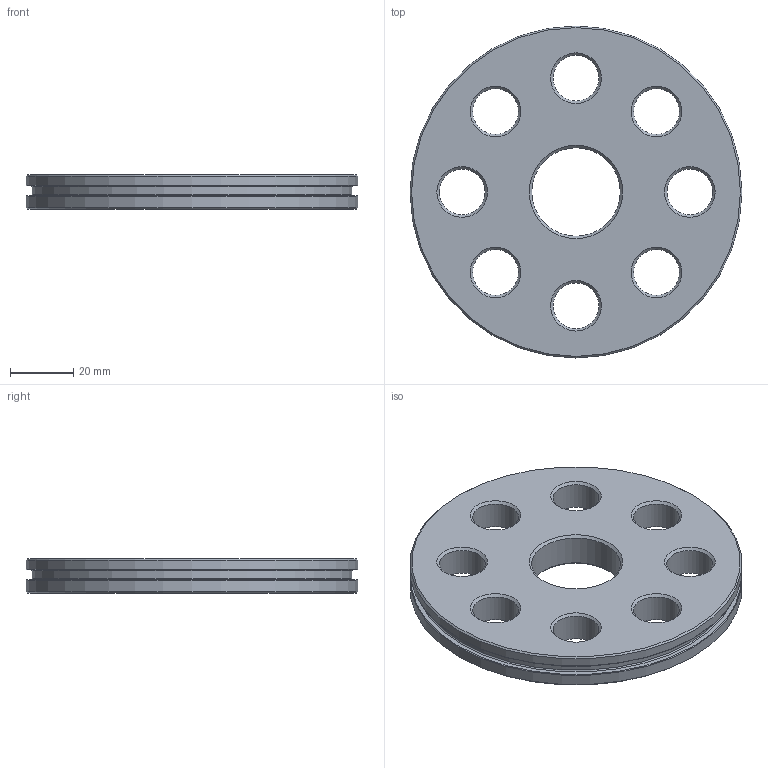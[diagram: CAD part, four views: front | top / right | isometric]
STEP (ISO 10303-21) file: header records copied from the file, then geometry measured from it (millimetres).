
FILE_DESCRIPTION(/* description */ (''),/* implementation_level */ '2;1');
FILE_NAME(/* name */ 'TWR.2A.4.03.02.003_adaptive_plate.stp',/* time_stamp */ '2023-04-17T03:46:14+02:00',/* author */ (''),/* organization */ (''),/* preprocessor_version */ 'ST-DEVELOPER v18.101',/* originating_system */ 'SIEMENS PLM Software NX 2011',/* authorisation */ '');
FILE_SCHEMA (('AUTOMOTIVE_DESIGN { 1 0 10303 214 3 1 1 1 }'));
Length unit declared in the file: millimetre
Products named in the file (1): plyta_adaptacyjna
Bounding box: 105 x 105 x 11 mm (x, y, z)
Volume: 67937.4 mm3; surface area: 23359.4 mm2
Topology: 1 solids, 1 shells, 80 faces, 202 edges, 134 vertices
Faces by surface type: cone 36, cylinder 28, plane 12, torus 4
Full cylindrical faces by diameter (mm): 2.5 x8, 14.5 x8, 24 x8, 28 x1, 101 x1, 105 x2
Entity records: 1776 total; most frequent: DIRECTION 338, CARTESIAN_POINT 265, FACE_BOUND 184, EDGE_LOOP 176, ORIENTED_EDGE 176, AXIS2_PLACEMENT_3D 169, VERTEX_POINT 96, EDGE_CURVE 88
